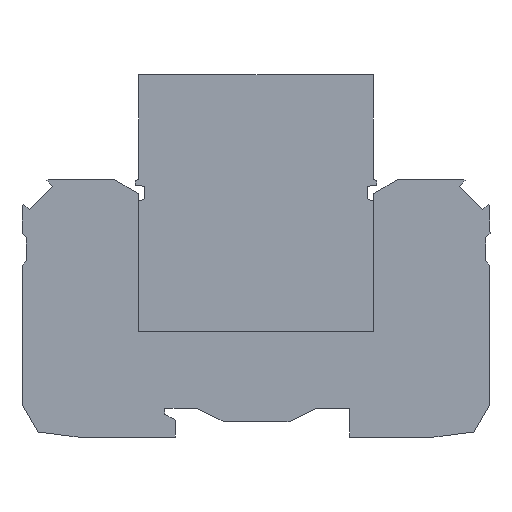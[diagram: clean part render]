
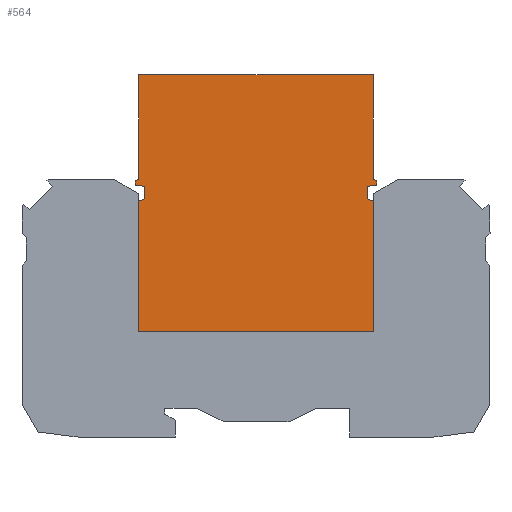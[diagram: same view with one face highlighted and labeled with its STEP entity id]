
A CAD part, left-side view. The second image highlights one B-rep face of the part: STEP entity #564.
In plain terms, the highlighted planar face has unit normal (-1, 0, 0).
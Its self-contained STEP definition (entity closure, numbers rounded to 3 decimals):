
#564=ADVANCED_FACE('',(#1159),#1160,.F.);
#1159=FACE_OUTER_BOUND('',#1765,.T.);
#1160=PLANE('',#1766);
#1765=EDGE_LOOP('',(#3452,#3453,#3454,#3455,#3456,#3457,#3458,#3459,#3460,#3461,#3462,#3463,#3464,#3465,#3466,#3467));
#1766=AXIS2_PLACEMENT_3D('',#3468,#3469,#3470);
#3452=ORIENTED_EDGE('',*,*,#4284,.F.);
#3453=ORIENTED_EDGE('',*,*,#4285,.F.);
#3454=ORIENTED_EDGE('',*,*,#4286,.F.);
#3455=ORIENTED_EDGE('',*,*,#4287,.F.);
#3456=ORIENTED_EDGE('',*,*,#4288,.F.);
#3457=ORIENTED_EDGE('',*,*,#4289,.F.);
#3458=ORIENTED_EDGE('',*,*,#4290,.F.);
#3459=ORIENTED_EDGE('',*,*,#3709,.T.);
#3460=ORIENTED_EDGE('',*,*,#4205,.T.);
#3461=ORIENTED_EDGE('',*,*,#3924,.T.);
#3462=ORIENTED_EDGE('',*,*,#4291,.F.);
#3463=ORIENTED_EDGE('',*,*,#4292,.F.);
#3464=ORIENTED_EDGE('',*,*,#4293,.F.);
#3465=ORIENTED_EDGE('',*,*,#4294,.F.);
#3466=ORIENTED_EDGE('',*,*,#4295,.F.);
#3467=ORIENTED_EDGE('',*,*,#4296,.F.);
#3468=CARTESIAN_POINT('',(0.9,53.138,69.5));
#3469=DIRECTION('',(1.0,0.0,0.0));
#3470=DIRECTION('',(0.0,0.0,-1.0));
#3709=EDGE_CURVE('',#4473,#4470,#4474,.T.);
#3924=EDGE_CURVE('',#4794,#4824,#4826,.T.);
#4205=EDGE_CURVE('',#4470,#4794,#5203,.T.);
#4284=EDGE_CURVE('',#5314,#5315,#5316,.T.);
#4285=EDGE_CURVE('',#5317,#5314,#5318,.T.);
#4286=EDGE_CURVE('',#5319,#5317,#5320,.T.);
#4287=EDGE_CURVE('',#5321,#5319,#5322,.T.);
#4288=EDGE_CURVE('',#5323,#5321,#5324,.T.);
#4289=EDGE_CURVE('',#5325,#5323,#5326,.T.);
#4290=EDGE_CURVE('',#4473,#5325,#5327,.T.);
#4291=EDGE_CURVE('',#5328,#4824,#5329,.T.);
#4292=EDGE_CURVE('',#5330,#5328,#5331,.T.);
#4293=EDGE_CURVE('',#5332,#5330,#5333,.T.);
#4294=EDGE_CURVE('',#5334,#5332,#5335,.T.);
#4295=EDGE_CURVE('',#5336,#5334,#5337,.T.);
#4296=EDGE_CURVE('',#5315,#5336,#5338,.T.);
#4470=VERTEX_POINT('',#5583);
#4473=VERTEX_POINT('',#5587);
#4474=LINE('',#5588,#5589);
#4794=VERTEX_POINT('',#6068);
#4824=VERTEX_POINT('',#6113);
#4826=LINE('',#6116,#6117);
#5203=LINE('',#6657,#6658);
#5314=VERTEX_POINT('',#6822);
#5315=VERTEX_POINT('',#6823);
#5316=LINE('',#6824,#6825);
#5317=VERTEX_POINT('',#6826);
#5318=LINE('',#6827,#6828);
#5319=VERTEX_POINT('',#6829);
#5320=LINE('',#6830,#6831);
#5321=VERTEX_POINT('',#6832);
#5322=LINE('',#6833,#6834);
#5323=VERTEX_POINT('',#6835);
#5324=LINE('',#6836,#6837);
#5325=VERTEX_POINT('',#6838);
#5326=LINE('',#6839,#6840);
#5327=LINE('',#6841,#6842);
#5328=VERTEX_POINT('',#6843);
#5329=LINE('',#6844,#6845);
#5330=VERTEX_POINT('',#6846);
#5331=LINE('',#6847,#6848);
#5332=VERTEX_POINT('',#6849);
#5333=LINE('',#6850,#6851);
#5334=VERTEX_POINT('',#6852);
#5335=LINE('',#6853,#6854);
#5336=VERTEX_POINT('',#6855);
#5337=LINE('',#6856,#6857);
#5338=LINE('',#6858,#6859);
#5583=CARTESIAN_POINT('',(0.9,67.45,20.2));
#5587=CARTESIAN_POINT('',(0.9,67.45,45.245));
#5588=CARTESIAN_POINT('',(0.9,67.45,44.528));
#5589=VECTOR('',#7032,1.0);
#6068=CARTESIAN_POINT('',(0.9,22.35,20.2));
#6113=CARTESIAN_POINT('',(0.9,22.35,45.245));
#6116=CARTESIAN_POINT('',(0.9,22.35,44.528));
#6117=VECTOR('',#7232,1.0);
#6657=CARTESIAN_POINT('',(0.9,81.092,20.2));
#6658=VECTOR('',#7438,1.0);
#6822=CARTESIAN_POINT('',(0.9,67.4,69.5));
#6823=CARTESIAN_POINT('',(0.9,22.4,69.5));
#6824=CARTESIAN_POINT('',(0.9,177.171,69.5));
#6825=VECTOR('',#7492,1.0);
#6826=CARTESIAN_POINT('',(0.9,67.4,49.497));
#6827=CARTESIAN_POINT('',(0.9,67.4,-164.868));
#6828=VECTOR('',#7493,1.0);
#6829=CARTESIAN_POINT('',(0.9,68.1,49.185));
#6830=CARTESIAN_POINT('',(0.9,177.171,0.624));
#6831=VECTOR('',#7494,1.0);
#6832=CARTESIAN_POINT('',(0.9,68.1,48.303));
#6833=CARTESIAN_POINT('',(0.9,68.1,-164.868));
#6834=VECTOR('',#7495,1.0);
#6835=CARTESIAN_POINT('',(0.9,66.217,48.138));
#6836=CARTESIAN_POINT('',(0.9,177.171,57.845));
#6837=VECTOR('',#7496,1.0);
#6838=CARTESIAN_POINT('',(0.9,66.217,45.694));
#6839=CARTESIAN_POINT('',(0.9,66.217,-164.868));
#6840=VECTOR('',#7497,1.0);
#6841=CARTESIAN_POINT('',(0.9,177.171,5.31));
#6842=VECTOR('',#7498,1.0);
#6843=CARTESIAN_POINT('',(0.9,23.583,45.694));
#6844=CARTESIAN_POINT('',(0.9,177.171,101.596));
#6845=VECTOR('',#7499,1.0);
#6846=CARTESIAN_POINT('',(0.9,23.583,48.138));
#6847=CARTESIAN_POINT('',(0.9,23.583,-164.868));
#6848=VECTOR('',#7500,1.0);
#6849=CARTESIAN_POINT('',(0.9,21.7,48.303));
#6850=CARTESIAN_POINT('',(0.9,177.171,34.701));
#6851=VECTOR('',#7501,1.0);
#6852=CARTESIAN_POINT('',(0.9,21.7,49.185));
#6853=CARTESIAN_POINT('',(0.9,21.7,-164.868));
#6854=VECTOR('',#7502,1.0);
#6855=CARTESIAN_POINT('',(0.9,22.4,49.497));
#6856=CARTESIAN_POINT('',(0.9,177.171,118.405));
#6857=VECTOR('',#7503,1.0);
#6858=CARTESIAN_POINT('',(0.9,22.4,-164.868));
#6859=VECTOR('',#7504,1.0);
#7032=DIRECTION('',(0.0,0.,-1.0));
#7232=DIRECTION('',(0.0,0.,1.0));
#7438=DIRECTION('',(0.0,-1.0,0.0));
#7492=DIRECTION('',(0.0,-1.0,0.0));
#7493=DIRECTION('',(0.0,0.0,1.0));
#7494=DIRECTION('',(0.,-0.914,0.407));
#7495=DIRECTION('',(0.0,0.0,1.0));
#7496=DIRECTION('',(0.,0.996,0.087));
#7497=DIRECTION('',(0.,0.,1.0));
#7498=DIRECTION('',(0.,-0.94,0.342));
#7499=DIRECTION('',(0.,-0.94,-0.342));
#7500=DIRECTION('',(0.,0.,-1.0));
#7501=DIRECTION('',(0.,0.996,-0.087));
#7502=DIRECTION('',(0.0,0.0,-1.0));
#7503=DIRECTION('',(0.,-0.914,-0.407));
#7504=DIRECTION('',(0.0,0.0,-1.0));
